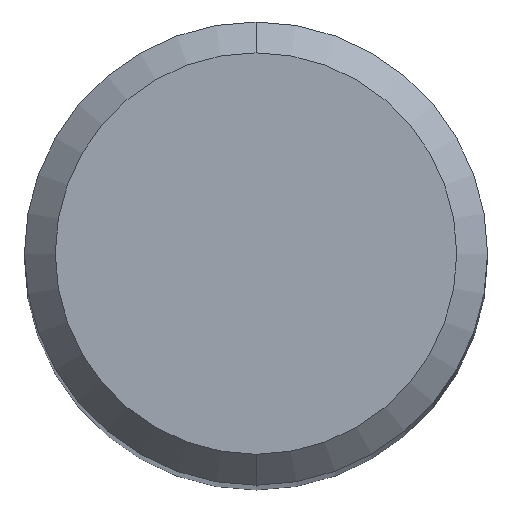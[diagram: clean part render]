
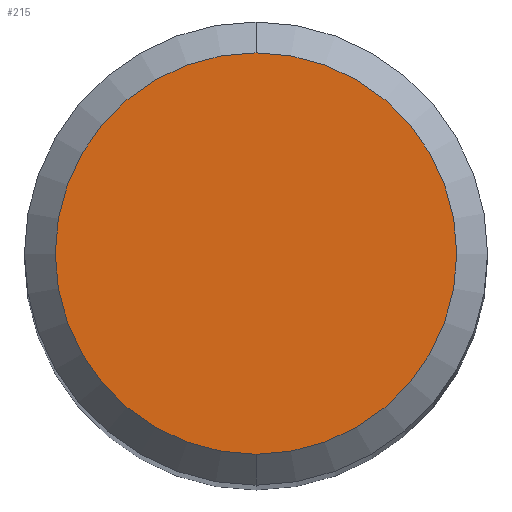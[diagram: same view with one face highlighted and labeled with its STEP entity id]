
A CAD part, top view. The second image highlights one B-rep face of the part: STEP entity #215.
In plain terms, the highlighted planar face has unit normal (0, 0, 1).
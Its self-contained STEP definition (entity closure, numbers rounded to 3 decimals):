
#169=EDGE_CURVE('',#353,#297,#446,.T.);
#193=EDGE_CURVE('',#297,#353,#471,.T.);
#215=ADVANCED_FACE('',(#497),#498,.T.);
#297=VERTEX_POINT('',#587);
#353=VERTEX_POINT('',#647);
#446=CIRCLE('',#750,2.6);
#471=CIRCLE('',#784,2.6);
#497=FACE_OUTER_BOUND('',#814,.T.);
#498=PLANE('',#815);
#587=CARTESIAN_POINT('',(0.,-2.6,0.0));
#647=CARTESIAN_POINT('',(0.0,2.6,0.0));
#750=AXIS2_PLACEMENT_3D('',#1325,#1326,#1327);
#784=AXIS2_PLACEMENT_3D('',#1344,#1345,#1346);
#814=EDGE_LOOP('',(#1394,#1395));
#815=AXIS2_PLACEMENT_3D('',#1396,#1397,#1398);
#1325=CARTESIAN_POINT('',(0.0,0.0,0.0));
#1326=DIRECTION('',(0.0,0.0,-1.0));
#1327=DIRECTION('',(0.0,1.0,0.0));
#1344=CARTESIAN_POINT('',(0.0,0.0,0.0));
#1345=DIRECTION('',(0.0,0.0,-1.0));
#1346=DIRECTION('',(0.0,1.0,0.0));
#1394=ORIENTED_EDGE('',*,*,#169,.F.);
#1395=ORIENTED_EDGE('',*,*,#193,.F.);
#1396=CARTESIAN_POINT('',(0.0,1.3,0.0));
#1397=DIRECTION('',(-0.0,0.0,1.0));
#1398=DIRECTION('',(0.0,-1.0,0.0));
